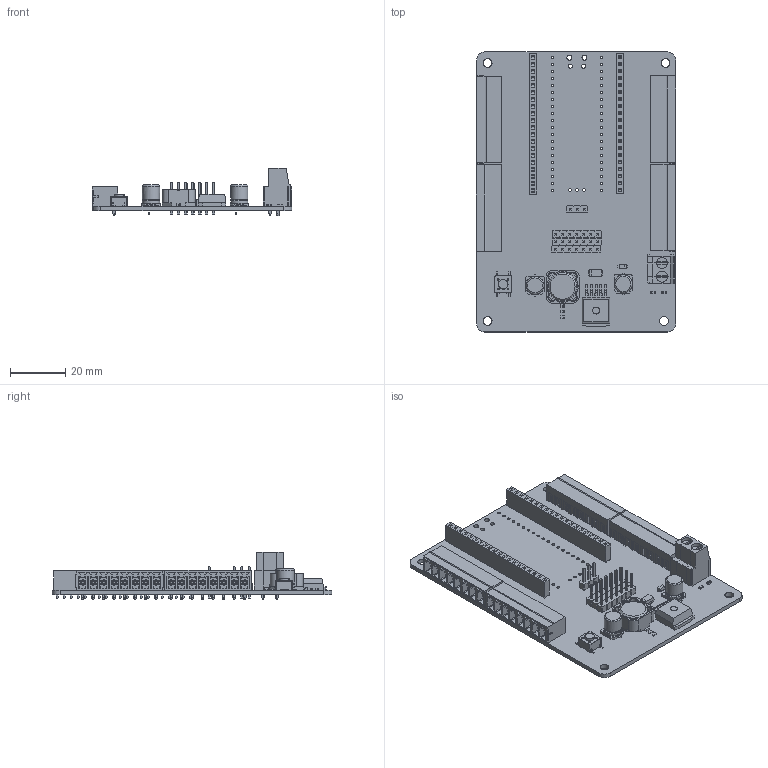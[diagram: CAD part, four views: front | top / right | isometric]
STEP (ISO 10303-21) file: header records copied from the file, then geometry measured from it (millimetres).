
FILE_DESCRIPTION(('KiCad electronic assembly'),'2;1');
FILE_NAME('PMX-RPS001.step','2024-09-05T15:25:12',('Pcbnew'),('Kicad'), 'Open CASCADE STEP processor 7.8','KiCad to STEP converter','Unknown' );
FILE_SCHEMA(('AUTOMOTIVE_DESIGN { 1 0 10303 214 1 1 1 1 }'));
Length unit declared in the file: millimetre
Products named in the file (32): PMX-RPS001 1; Download_STP_691216710002 (rev1); Assem1; R_0603_1608Metric; PinHeader_1x07_P2.54mm_Vertical; PinHeader_1x07_P254mm_Vertical; 691322310008 (rev1); C_Elec_6.3x7.7; C_Elec_63x77; PinHeader_1x03_P2.54mm_Vertical; PinHeader_1x03_P254mm_Vertical; SW_SPST_PTS647Sx38; SW_SPST_PTS645; D_SMA; PinSocket_1x20_P2.54mm_Vertical; PinSocket_1x20_P254mm_Vertical; TO-263-5_TabPin3; CQ assembly; C_0603_1608Metric; L_Coilcraft_MSS1260T-XXX; D_SOD-123F; D_SOD_123F; D_0603_1608Metric; D_0603; _autosave-PMX-RPS001_PCB
Assembly tree (40 placements, depth 3):
  PMX-RPS001 1
    Download_STP_691216710002 (rev1)
      Assem1
    R_0603_1608Metric  x3
      R_0603_1608Metric
    PinHeader_1x07_P2.54mm_Vertical  x3
      PinHeader_1x07_P254mm_Vertical
    691322310008 (rev1)  x4
      Assem1
    C_Elec_6.3x7.7  x2
      C_Elec_63x77
    PinHeader_1x03_P2.54mm_Vertical
      PinHeader_1x03_P254mm_Vertical
    SW_SPST_PTS647Sx38
      SW_SPST_PTS647Sx38
    SW_SPST_PTS645
      SW_SPST_PTS645
    D_SMA
      D_SMA
    PinSocket_1x20_P2.54mm_Vertical  x2
      PinSocket_1x20_P254mm_Vertical
    TO-263-5_TabPin3
      CQ assembly
    C_0603_1608Metric
      C_0603_1608Metric
    L_Coilcraft_MSS1260T-XXX
      L_Coilcraft_MSS1260T-XXX
    D_SOD-123F
      D_SOD_123F
    D_0603_1608Metric
      D_0603
    _autosave-PMX-RPS001_PCB
Bounding box: 72.5 x 101.5 x 17.3 mm (x, y, z)
Volume: 20667.2 mm3; surface area: 35673.6 mm2
Topology: 77 solids, 77 shells, 4869 faces, 12741 edges, 8238 vertices
Faces by surface type: plane 4313, cylinder 483, torus 37, bspline 24, revolution 10, cone 2
Full cylindrical faces by diameter (mm): 0.02 x2, 0.6 x8, 1 x64, 1.02 x43, 1.4 x34, 1.5 x2, 1.8 x2, 1.9 x32, 2.3 x1, 2.4 x1, 2.5 x1, 3.2 x4, 3.5 x1, 6.3 x4
Entity records: 80228 total; most frequent: CARTESIAN_POINT 12694, ORIENTED_EDGE 11994, DIRECTION 11289, EDGE_CURVE 5997, LINE 5186, VECTOR 5186, VERTEX_POINT 3892, AXIS2_PLACEMENT_3D 3047
